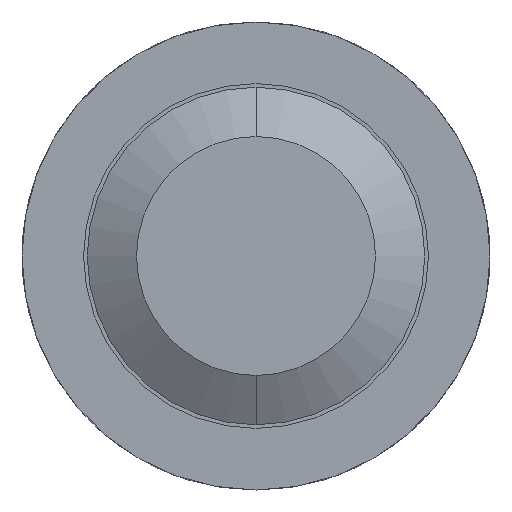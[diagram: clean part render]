
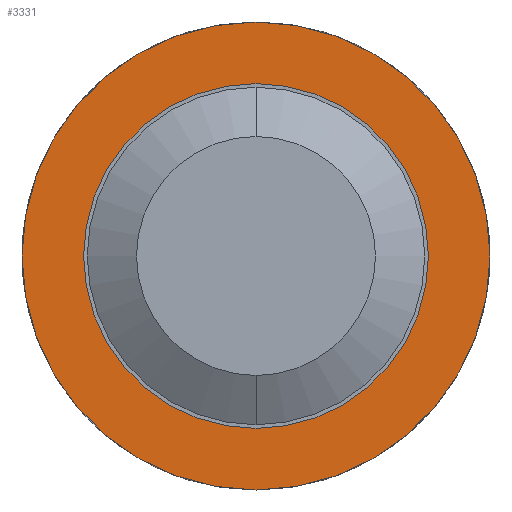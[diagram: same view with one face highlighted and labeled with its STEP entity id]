
A CAD part, front view. The second image highlights one B-rep face of the part: STEP entity #3331.
In plain terms, the highlighted planar face has unit normal (0, -1, 0).
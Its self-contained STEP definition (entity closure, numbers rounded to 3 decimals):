
#34 = CIRCLE ( 'NONE', #2358, 0.95 ) ;
#163 = CARTESIAN_POINT ( 'NONE',  ( 0., -2.5, 0. ) ) ;
#165 = CARTESIAN_POINT ( 'NONE',  ( 0., -2.5, -0.95 ) ) ;
#176 = VERTEX_POINT ( 'NONE', #816 ) ;
#235 = AXIS2_PLACEMENT_3D ( 'NONE', #1109, #755, #3447 ) ;
#506 = CARTESIAN_POINT ( 'NONE',  ( 0., -2.5, 0. ) ) ;
#523 = EDGE_LOOP ( 'NONE', ( #706, #2076 ) ) ;
#596 = AXIS2_PLACEMENT_3D ( 'NONE', #2415, #3786, #757 ) ;
#706 = ORIENTED_EDGE ( 'NONE', *, *, #1415, .F. ) ;
#755 = DIRECTION ( 'NONE',  ( 0., 1., 0. ) ) ;
#757 = DIRECTION ( 'NONE',  ( 0., 0., 1. ) ) ;
#797 = ORIENTED_EDGE ( 'NONE', *, *, #1876, .T. ) ;
#816 = CARTESIAN_POINT ( 'NONE',  ( 0., -2.5, 0.685 ) ) ;
#1064 = PLANE ( 'NONE',  #596 ) ;
#1109 = CARTESIAN_POINT ( 'NONE',  ( 0., -2.5, 0. ) ) ;
#1280 = CIRCLE ( 'NONE', #3753, 0.95 ) ;
#1415 = EDGE_CURVE ( 'Defeature ausgef�hrt2_15+Defeature ausgef�hrt2_16+Defeature ausgef�hrt2_16+Defeature ausgef�hrt2_16', #4273, #2574, #1280, .T. ) ;
#1418 = FACE_BOUND ( 'NONE', #3980, .T. ) ;
#1821 = DIRECTION ( 'NONE',  ( 0., 1., 0. ) ) ;
#1842 = DIRECTION ( 'NONE',  ( 0., 0., 1. ) ) ;
#1876 = EDGE_CURVE ( 'Defeature ausgef�hrt2_16+Defeature ausgef�hrt2_10+Defeature ausgef�hrt2_10+Defeature ausgef�hrt2_10', #3350, #176, #2974, .T. ) ;
#2076 = ORIENTED_EDGE ( 'NONE', *, *, #3659, .F. ) ;
#2290 = ORIENTED_EDGE ( 'NONE', *, *, #4380, .T. ) ;
#2358 = AXIS2_PLACEMENT_3D ( 'NONE', #2534, #4216, #2889 ) ;
#2415 = CARTESIAN_POINT ( 'NONE',  ( 0.95, -2.5, 0. ) ) ;
#2534 = CARTESIAN_POINT ( 'NONE',  ( 0., -2.5, 0. ) ) ;
#2574 = VERTEX_POINT ( 'NONE', #165 ) ;
#2889 = DIRECTION ( 'NONE',  ( 0., 0., 1. ) ) ;
#2974 = CIRCLE ( 'NONE', #3047, 0.685 ) ;
#3047 = AXIS2_PLACEMENT_3D ( 'NONE', #163, #1821, #1842 ) ;
#3255 = DIRECTION ( 'NONE',  ( 0., 0., 1. ) ) ;
#3331 = ADVANCED_FACE ( 'Defeature ausgef�hrt2_16', ( #3427, #1418 ), #1064, .F. ) ;
#3350 = VERTEX_POINT ( 'NONE', #3449 ) ;
#3427 = FACE_OUTER_BOUND ( 'NONE', #523, .T. ) ;
#3447 = DIRECTION ( 'NONE',  ( 0., 0., 1. ) ) ;
#3449 = CARTESIAN_POINT ( 'NONE',  ( 0., -2.5, -0.685 ) ) ;
#3476 = CARTESIAN_POINT ( 'NONE',  ( 0., -2.5, 0.95 ) ) ;
#3659 = EDGE_CURVE ( 'Defeature ausgef�hrt2_15+Defeature ausgef�hrt2_16+Defeature ausgef�hrt2_16+Defeature ausgef�hrt2_16', #2574, #4273, #34, .T. ) ;
#3753 = AXIS2_PLACEMENT_3D ( 'NONE', #506, #4292, #3255 ) ;
#3786 = DIRECTION ( 'NONE',  ( 0., 1., 0. ) ) ;
#3980 = EDGE_LOOP ( 'NONE', ( #2290, #797 ) ) ;
#4216 = DIRECTION ( 'NONE',  ( 0., 1., 0. ) ) ;
#4273 = VERTEX_POINT ( 'NONE', #3476 ) ;
#4283 = CIRCLE ( 'NONE', #235, 0.685 ) ;
#4292 = DIRECTION ( 'NONE',  ( 0., 1., 0. ) ) ;
#4380 = EDGE_CURVE ( 'Defeature ausgef�hrt2_16+Defeature ausgef�hrt2_10+Defeature ausgef�hrt2_10+Defeature ausgef�hrt2_10', #176, #3350, #4283, .T. ) ;
